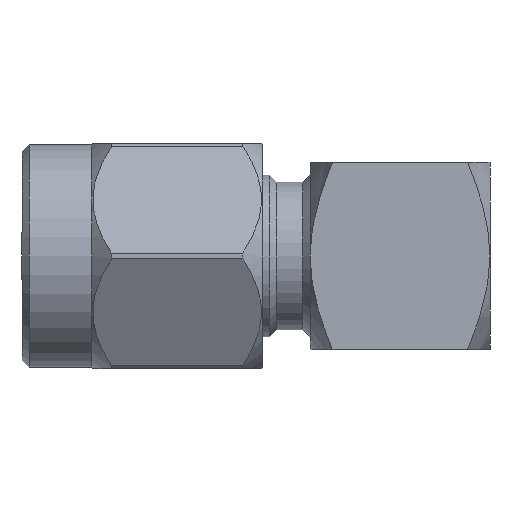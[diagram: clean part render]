
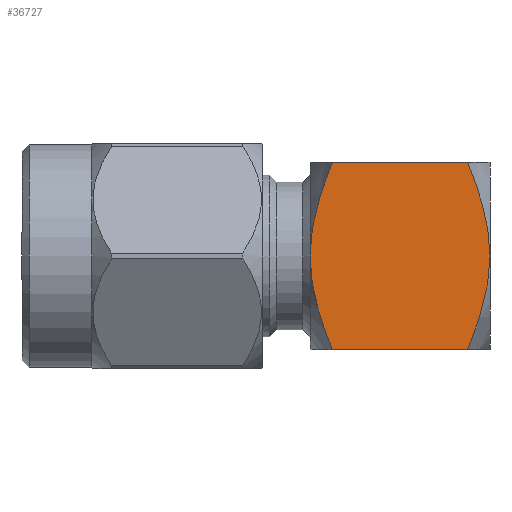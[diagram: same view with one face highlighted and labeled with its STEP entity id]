
A CAD part, left-side view. The second image highlights one B-rep face of the part: STEP entity #36727.
In plain terms, the highlighted planar face has unit normal (-1, 0, 0).
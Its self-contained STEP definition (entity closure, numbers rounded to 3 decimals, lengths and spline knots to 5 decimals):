
#463 = VERTEX_POINT ( 'NONE', #60640 ) ;
#720 = VERTEX_POINT ( 'NONE', #10439 ) ;
#1261 = EDGE_CURVE ( 'NONE', #720, #46089, #7622, .T. ) ;
#2092 = CARTESIAN_POINT ( 'NONE',  ( -0.13, -0.125, 0. ) ) ;
#2203 = CARTESIAN_POINT ( 'NONE',  ( -0.13, -0.125, 0.13 ) ) ;
#2495 = CARTESIAN_POINT ( 'NONE',  ( -0.13, -0.125, -0.01117 ) ) ;
#5793 = CARTESIAN_POINT ( 'NONE',  ( -0.13, -0.125, -0.13 ) ) ;
#6635 = CARTESIAN_POINT ( 'NONE',  ( -0.13, 0.11016, 0.08785 ) ) ;
#7208 = VECTOR ( 'NONE', #35066, 39.37008 ) ;
#7622 = B_SPLINE_CURVE_WITH_KNOTS ( 'NONE', 3,
 ( #21571, #35503, #26608, #6635, #59888, #12115 ),
 .UNSPECIFIED., .F., .F.,
 ( 4, 2, 4 ),
 ( 0.00714, 0.00886, 0.01059 ),
 .UNSPECIFIED. ) ;
#8466 = CARTESIAN_POINT ( 'NONE',  ( -0.13, -0.09391, 0.13 ) ) ;
#10149 = ORIENTED_EDGE ( 'NONE', *, *, #52863, .F. ) ;
#10407 = FACE_OUTER_BOUND ( 'NONE', #15486, .T. ) ;
#10439 = CARTESIAN_POINT ( 'NONE',  ( -0.13, 0.125, 0. ) ) ;
#12110 = LINE ( 'NONE', #42929, #60307 ) ;
#12115 = CARTESIAN_POINT ( 'NONE',  ( -0.13, 0.09391, 0.13 ) ) ;
#15142 = CARTESIAN_POINT ( 'NONE',  ( -0.13, -0.125, 0. ) ) ;
#15486 = EDGE_LOOP ( 'NONE', ( #10149, #24218, #58428, #53937, #31896, #48983 ) ) ;
#16614 = CARTESIAN_POINT ( 'NONE',  ( -0.13, -0.11009, -0.08803 ) ) ;
#17014 = CARTESIAN_POINT ( 'NONE',  ( -0.13, -0.12093, -0.04469 ) ) ;
#17804 = CARTESIAN_POINT ( 'NONE',  ( -0.13, 0.125, 0. ) ) ;
#18868 = DIRECTION ( 'NONE',  ( 0., -1., 0. ) ) ;
#21571 = CARTESIAN_POINT ( 'NONE',  ( -0.13, 0.125, 0. ) ) ;
#24218 = ORIENTED_EDGE ( 'NONE', *, *, #50832, .F. ) ;
#25012 = CARTESIAN_POINT ( 'NONE',  ( -0.13, -0.1024, 0.10921 ) ) ;
#26283 = CARTESIAN_POINT ( 'NONE',  ( -0.13, -0.09391, -0.13 ) ) ;
#26608 = CARTESIAN_POINT ( 'NONE',  ( -0.13, 0.1215, 0.04454 ) ) ;
#27938 = CARTESIAN_POINT ( 'NONE',  ( -0.13, 0.125, -0.01117 ) ) ;
#29819 = AXIS2_PLACEMENT_3D ( 'NONE', #2203, #35911, #30443 ) ;
#29886 = CARTESIAN_POINT ( 'NONE',  ( -0.13, -0.1215, 0.04454 ) ) ;
#30443 = DIRECTION ( 'NONE',  ( 0., 0., -1. ) ) ;
#31896 = ORIENTED_EDGE ( 'NONE', *, *, #53273, .T. ) ;
#34301 = CARTESIAN_POINT ( 'NONE',  ( -0.13, -0.11016, 0.08785 ) ) ;
#35066 = DIRECTION ( 'NONE',  ( 0., -1., 0. ) ) ;
#35503 = CARTESIAN_POINT ( 'NONE',  ( -0.13, 0.125, 0.02255 ) ) ;
#35911 = DIRECTION ( 'NONE',  ( 1., 0., 0. ) ) ;
#36511 = EDGE_CURVE ( 'NONE', #49628, #720, #53254, .T. ) ;
#36690 = B_SPLINE_CURVE_WITH_KNOTS ( 'NONE', 3,
 ( #2092, #2495, #59565, #17014, #45485, #16614, #55166, #26283 ),
 .UNSPECIFIED., .F., .F.,
 ( 4, 2, 2, 4 ),
 ( 0.01199, 0.01283, 0.01368, 0.01537 ),
 .UNSPECIFIED. ) ;
#36727 = ADVANCED_FACE ( 'NONE', ( #10407 ), #50003, .F. ) ;
#42059 = CARTESIAN_POINT ( 'NONE',  ( -0.13, 0.11009, -0.08803 ) ) ;
#42274 = CARTESIAN_POINT ( 'NONE',  ( -0.13, 0.09391, 0.13 ) ) ;
#42690 = CARTESIAN_POINT ( 'NONE',  ( -0.13, 0.12093, -0.04469 ) ) ;
#42929 = CARTESIAN_POINT ( 'NONE',  ( -0.13, -0.125, 0.13 ) ) ;
#44450 = CARTESIAN_POINT ( 'NONE',  ( -0.13, 0.09391, -0.13 ) ) ;
#44521 = VERTEX_POINT ( 'NONE', #8466 ) ;
#44533 = B_SPLINE_CURVE_WITH_KNOTS ( 'NONE', 3,
 ( #48602, #25012, #34301, #29886, #58273, #15142 ),
 .UNSPECIFIED., .F., .F.,
 ( 4, 2, 4 ),
 ( 0.00857, 0.01028, 0.01199 ),
 .UNSPECIFIED. ) ;
#45485 = CARTESIAN_POINT ( 'NONE',  ( -0.13, -0.11861, -0.05561 ) ) ;
#46089 = VERTEX_POINT ( 'NONE', #42274 ) ;
#46857 = CARTESIAN_POINT ( 'NONE',  ( -0.13, 0.10239, -0.10924 ) ) ;
#48602 = CARTESIAN_POINT ( 'NONE',  ( -0.13, -0.09391, 0.13 ) ) ;
#48983 = ORIENTED_EDGE ( 'NONE', *, *, #61381, .F. ) ;
#49628 = VERTEX_POINT ( 'NONE', #44450 ) ;
#50003 = PLANE ( 'NONE',  #29819 ) ;
#50832 = EDGE_CURVE ( 'NONE', #46089, #44521, #12110, .T. ) ;
#52863 = EDGE_CURVE ( 'NONE', #44521, #55922, #44533, .T. ) ;
#53254 = B_SPLINE_CURVE_WITH_KNOTS ( 'NONE', 3,
 ( #56775, #46857, #42059, #62075, #42690, #61658, #27938, #17804 ),
 .UNSPECIFIED., .F., .F.,
 ( 4, 2, 2, 4 ),
 ( 0.00373, 0.00543, 0.00629, 0.00714 ),
 .UNSPECIFIED. ) ;
#53273 = EDGE_CURVE ( 'NONE', #49628, #463, #57645, .T. ) ;
#53502 = CARTESIAN_POINT ( 'NONE',  ( -0.13, -0.125, 0. ) ) ;
#53937 = ORIENTED_EDGE ( 'NONE', *, *, #36511, .F. ) ;
#55166 = CARTESIAN_POINT ( 'NONE',  ( -0.13, -0.10239, -0.10924 ) ) ;
#55922 = VERTEX_POINT ( 'NONE', #53502 ) ;
#56775 = CARTESIAN_POINT ( 'NONE',  ( -0.13, 0.09391, -0.13 ) ) ;
#57645 = LINE ( 'NONE', #5793, #7208 ) ;
#58273 = CARTESIAN_POINT ( 'NONE',  ( -0.13, -0.125, 0.02255 ) ) ;
#58428 = ORIENTED_EDGE ( 'NONE', *, *, #1261, .F. ) ;
#59565 = CARTESIAN_POINT ( 'NONE',  ( -0.13, -0.12413, -0.02252 ) ) ;
#59888 = CARTESIAN_POINT ( 'NONE',  ( -0.13, 0.1024, 0.10921 ) ) ;
#60307 = VECTOR ( 'NONE', #18868, 39.37008 ) ;
#60640 = CARTESIAN_POINT ( 'NONE',  ( -0.13, -0.09391, -0.13 ) ) ;
#61381 = EDGE_CURVE ( 'NONE', #55922, #463, #36690, .T. ) ;
#61658 = CARTESIAN_POINT ( 'NONE',  ( -0.13, 0.12413, -0.02252 ) ) ;
#62075 = CARTESIAN_POINT ( 'NONE',  ( -0.13, 0.11861, -0.05561 ) ) ;
